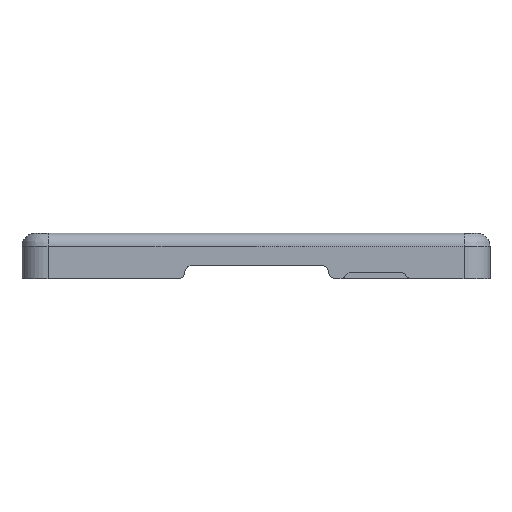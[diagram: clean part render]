
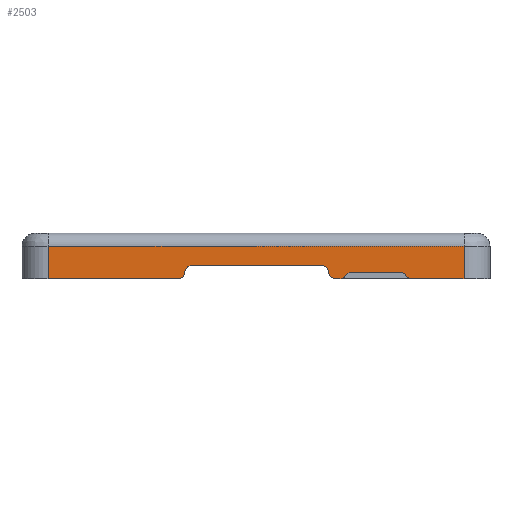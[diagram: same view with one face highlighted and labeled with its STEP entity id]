
A CAD part, front view. The second image highlights one B-rep face of the part: STEP entity #2503.
In plain terms, the highlighted planar face has unit normal (0, -1, 0).
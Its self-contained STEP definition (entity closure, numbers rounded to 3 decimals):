
#97=PLANE('',#2792);
#209=FACE_OUTER_BOUND('',#363,.T.);
#363=EDGE_LOOP('',(#2092,#2093,#2094,#2095,#2096,#2097,#2098,#2099,#2100,
#2101,#2102,#2103,#2104,#2105,#2106,#2107));
#576=LINE('',#4300,#778);
#579=LINE('',#4308,#781);
#580=LINE('',#4314,#782);
#581=LINE('',#4316,#783);
#582=LINE('',#4318,#784);
#583=LINE('',#4320,#785);
#584=LINE('',#4322,#786);
#585=LINE('',#4328,#787);
#778=VECTOR('',#3504,10.);
#781=VECTOR('',#3511,10.);
#782=VECTOR('',#3516,10.);
#783=VECTOR('',#3517,10.);
#784=VECTOR('',#3518,10.);
#785=VECTOR('',#3519,10.);
#786=VECTOR('',#3520,10.);
#787=VECTOR('',#3525,10.);
#921=CIRCLE('',#2789,0.5);
#923=CIRCLE('',#2793,0.5);
#924=CIRCLE('',#2794,0.5);
#925=CIRCLE('',#2795,0.5);
#926=CIRCLE('',#2796,0.5);
#927=CIRCLE('',#2797,0.5);
#928=CIRCLE('',#2798,0.5);
#929=CIRCLE('',#2799,0.5);
#1158=VERTEX_POINT('',#4290);
#1159=VERTEX_POINT('',#4291);
#1162=VERTEX_POINT('',#4299);
#1164=VERTEX_POINT('',#4305);
#1165=VERTEX_POINT('',#4307);
#1166=VERTEX_POINT('',#4309);
#1167=VERTEX_POINT('',#4311);
#1168=VERTEX_POINT('',#4313);
#1169=VERTEX_POINT('',#4315);
#1170=VERTEX_POINT('',#4317);
#1171=VERTEX_POINT('',#4319);
#1172=VERTEX_POINT('',#4321);
#1173=VERTEX_POINT('',#4323);
#1174=VERTEX_POINT('',#4325);
#1175=VERTEX_POINT('',#4327);
#1176=VERTEX_POINT('',#4329);
#1486=EDGE_CURVE('',#1158,#1159,#921,.T.);
#1490=EDGE_CURVE('',#1159,#1162,#576,.T.);
#1493=EDGE_CURVE('',#1164,#1158,#923,.T.);
#1494=EDGE_CURVE('',#1165,#1164,#579,.T.);
#1495=EDGE_CURVE('',#1166,#1165,#924,.T.);
#1496=EDGE_CURVE('',#1167,#1166,#925,.T.);
#1497=EDGE_CURVE('',#1168,#1167,#580,.T.);
#1498=EDGE_CURVE('',#1169,#1168,#581,.T.);
#1499=EDGE_CURVE('',#1170,#1169,#582,.T.);
#1500=EDGE_CURVE('',#1171,#1170,#583,.T.);
#1501=EDGE_CURVE('',#1172,#1171,#584,.T.);
#1502=EDGE_CURVE('',#1173,#1172,#926,.T.);
#1503=EDGE_CURVE('',#1174,#1173,#927,.T.);
#1504=EDGE_CURVE('',#1174,#1175,#585,.T.);
#1505=EDGE_CURVE('',#1176,#1175,#928,.T.);
#1506=EDGE_CURVE('',#1162,#1176,#929,.T.);
#2092=ORIENTED_EDGE('',*,*,#1486,.F.);
#2093=ORIENTED_EDGE('',*,*,#1493,.F.);
#2094=ORIENTED_EDGE('',*,*,#1494,.F.);
#2095=ORIENTED_EDGE('',*,*,#1495,.F.);
#2096=ORIENTED_EDGE('',*,*,#1496,.F.);
#2097=ORIENTED_EDGE('',*,*,#1497,.F.);
#2098=ORIENTED_EDGE('',*,*,#1498,.F.);
#2099=ORIENTED_EDGE('',*,*,#1499,.F.);
#2100=ORIENTED_EDGE('',*,*,#1500,.F.);
#2101=ORIENTED_EDGE('',*,*,#1501,.F.);
#2102=ORIENTED_EDGE('',*,*,#1502,.F.);
#2103=ORIENTED_EDGE('',*,*,#1503,.F.);
#2104=ORIENTED_EDGE('',*,*,#1504,.T.);
#2105=ORIENTED_EDGE('',*,*,#1505,.F.);
#2106=ORIENTED_EDGE('',*,*,#1506,.F.);
#2107=ORIENTED_EDGE('',*,*,#1490,.F.);
#2503=ADVANCED_FACE('',(#209),#97,.T.);
#2789=AXIS2_PLACEMENT_3D('',#4292,#3496,#3497);
#2792=AXIS2_PLACEMENT_3D('',#4304,#3507,#3508);
#2793=AXIS2_PLACEMENT_3D('',#4306,#3509,#3510);
#2794=AXIS2_PLACEMENT_3D('',#4310,#3512,#3513);
#2795=AXIS2_PLACEMENT_3D('',#4312,#3514,#3515);
#2796=AXIS2_PLACEMENT_3D('',#4324,#3521,#3522);
#2797=AXIS2_PLACEMENT_3D('',#4326,#3523,#3524);
#2798=AXIS2_PLACEMENT_3D('',#4330,#3526,#3527);
#2799=AXIS2_PLACEMENT_3D('',#4331,#3528,#3529);
#3496=DIRECTION('center_axis',(0.,1.,0.));
#3497=DIRECTION('ref_axis',(0.5,0.,-0.866));
#3504=DIRECTION('',(-1.,0.,0.));
#3507=DIRECTION('center_axis',(0.,-1.,0.));
#3508=DIRECTION('ref_axis',(-1.,0.,0.));
#3509=DIRECTION('center_axis',(0.,-1.,0.));
#3510=DIRECTION('ref_axis',(-0.707,0.,0.707));
#3511=DIRECTION('',(-1.,0.,0.));
#3512=DIRECTION('center_axis',(0.,-1.,0.));
#3513=DIRECTION('ref_axis',(0.5,0.,0.866));
#3514=DIRECTION('center_axis',(0.,1.,0.));
#3515=DIRECTION('ref_axis',(-0.707,0.,-0.707));
#3516=DIRECTION('',(-1.,0.,0.));
#3517=DIRECTION('',(0.,0.,-1.));
#3518=DIRECTION('',(1.,0.,0.));
#3519=DIRECTION('',(0.,0.,1.));
#3520=DIRECTION('',(-1.,0.,0.));
#3521=DIRECTION('center_axis',(0.,1.,0.));
#3522=DIRECTION('ref_axis',(0.707,0.,-0.707));
#3523=DIRECTION('center_axis',(0.,-1.,0.));
#3524=DIRECTION('ref_axis',(-0.707,0.,0.707));
#3525=DIRECTION('',(1.,0.,0.));
#3526=DIRECTION('center_axis',(0.,-1.,0.));
#3527=DIRECTION('ref_axis',(0.707,0.,0.707));
#3528=DIRECTION('center_axis',(0.,1.,0.));
#3529=DIRECTION('ref_axis',(-0.707,0.,-0.707));
#4290=CARTESIAN_POINT('',(5.894,0.798,6.562));
#4291=CARTESIAN_POINT('',(5.461,0.798,6.312));
#4292=CARTESIAN_POINT('Origin',(5.461,0.798,6.812));
#4299=CARTESIAN_POINT('',(5.102,0.798,6.312));
#4300=CARTESIAN_POINT('',(-19.,0.798,6.312));
#4304=CARTESIAN_POINT('Origin',(17.,0.798,9.812));
#4305=CARTESIAN_POINT('',(6.327,0.798,6.812));
#4306=CARTESIAN_POINT('Origin',(6.327,0.798,6.312));
#4307=CARTESIAN_POINT('',(10.099,0.798,6.812));
#4308=CARTESIAN_POINT('',(-19.,0.798,6.812));
#4309=CARTESIAN_POINT('',(10.532,0.798,6.562));
#4310=CARTESIAN_POINT('Origin',(10.099,0.798,6.312));
#4311=CARTESIAN_POINT('',(10.965,0.798,6.312));
#4312=CARTESIAN_POINT('Origin',(10.965,0.798,6.812));
#4313=CARTESIAN_POINT('',(15.,0.798,6.312));
#4314=CARTESIAN_POINT('',(-19.,0.798,6.312));
#4315=CARTESIAN_POINT('',(15.,0.798,8.812));
#4316=CARTESIAN_POINT('',(15.,0.798,9.312));
#4317=CARTESIAN_POINT('',(-17.,0.798,8.812));
#4318=CARTESIAN_POINT('',(8.,0.798,8.812));
#4319=CARTESIAN_POINT('',(-17.,0.798,6.312));
#4320=CARTESIAN_POINT('',(-17.,0.798,9.312));
#4321=CARTESIAN_POINT('',(-6.984,0.798,6.312));
#4322=CARTESIAN_POINT('',(-19.,0.798,6.312));
#4323=CARTESIAN_POINT('',(-6.484,0.798,6.812));
#4324=CARTESIAN_POINT('Origin',(-6.984,0.798,6.812));
#4325=CARTESIAN_POINT('',(-5.984,0.798,7.312));
#4326=CARTESIAN_POINT('Origin',(-5.984,0.798,6.812));
#4327=CARTESIAN_POINT('',(4.102,0.798,7.312));
#4328=CARTESIAN_POINT('',(5.207,0.798,7.312));
#4329=CARTESIAN_POINT('',(4.602,0.798,6.812));
#4330=CARTESIAN_POINT('Origin',(4.102,0.798,6.812));
#4331=CARTESIAN_POINT('Origin',(5.102,0.798,6.812));
